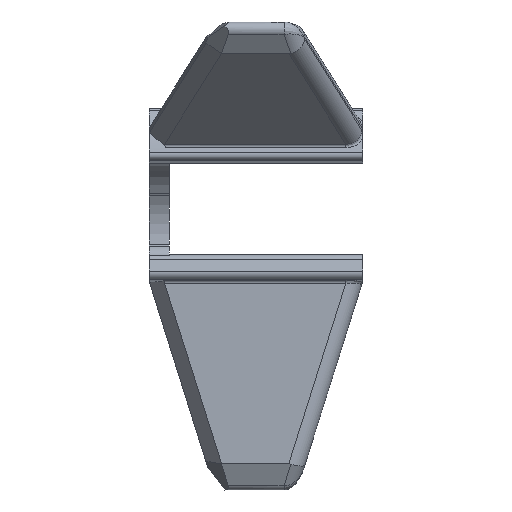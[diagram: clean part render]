
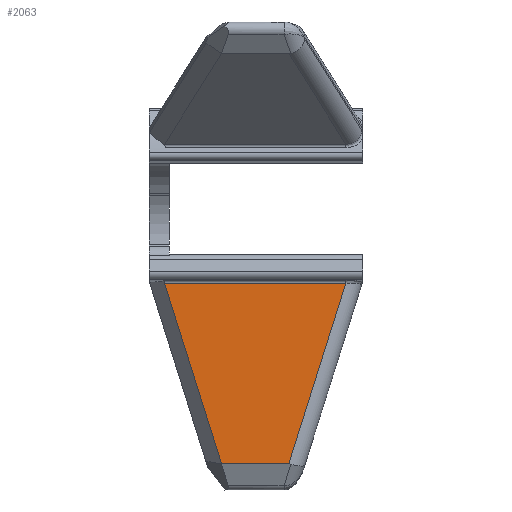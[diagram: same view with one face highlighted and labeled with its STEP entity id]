
A CAD part, left-side view. The second image highlights one B-rep face of the part: STEP entity #2063.
In plain terms, the highlighted planar face has unit normal (-1, 0, 0).
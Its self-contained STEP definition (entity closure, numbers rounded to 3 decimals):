
#102=PLANE('',#2233);
#182=FACE_OUTER_BOUND('',#296,.T.);
#296=EDGE_LOOP('',(#1507,#1508,#1509,#1510));
#439=LINE('',#3544,#605);
#440=LINE('',#3600,#606);
#442=LINE('',#3608,#608);
#443=LINE('',#3609,#609);
#605=VECTOR('',#2632,10.);
#606=VECTOR('',#2635,10.);
#608=VECTOR('',#2643,10.);
#609=VECTOR('',#2644,10.);
#901=VERTEX_POINT('',#3537);
#904=VERTEX_POINT('',#3542);
#907=VERTEX_POINT('',#3599);
#910=VERTEX_POINT('',#3607);
#1142=EDGE_CURVE('',#904,#901,#439,.T.);
#1146=EDGE_CURVE('',#901,#907,#440,.T.);
#1150=EDGE_CURVE('',#910,#904,#442,.T.);
#1151=EDGE_CURVE('',#910,#907,#443,.T.);
#1507=ORIENTED_EDGE('',*,*,#1142,.F.);
#1508=ORIENTED_EDGE('',*,*,#1150,.F.);
#1509=ORIENTED_EDGE('',*,*,#1151,.T.);
#1510=ORIENTED_EDGE('',*,*,#1146,.F.);
#2063=ADVANCED_FACE('',(#182),#102,.T.);
#2233=AXIS2_PLACEMENT_3D('',#3606,#2641,#2642);
#2632=DIRECTION('',(0.,-1.,0.));
#2635=DIRECTION('',(0.,0.301,-0.954));
#2641=DIRECTION('center_axis',(-1.,0.,0.));
#2642=DIRECTION('ref_axis',(0.,0.,-1.));
#2643=DIRECTION('',(0.,0.301,0.954));
#2644=DIRECTION('',(0.,-1.,0.));
#3537=CARTESIAN_POINT('',(-5.48,-59.995,-32.867));
#3542=CARTESIAN_POINT('',(-5.48,-1.981,-32.867));
#3544=CARTESIAN_POINT('',(-5.48,3.,-32.867));
#3599=CARTESIAN_POINT('',(-5.48,-41.757,-90.712));
#3600=CARTESIAN_POINT('',(-5.48,-46.526,-75.586));
#3606=CARTESIAN_POINT('Origin',(-5.48,3.,-32.035));
#3607=CARTESIAN_POINT('',(-5.48,-20.219,-90.712));
#3608=CARTESIAN_POINT('',(-5.48,-1.292,-30.681));
#3609=CARTESIAN_POINT('',(-5.48,3.,-90.712));
